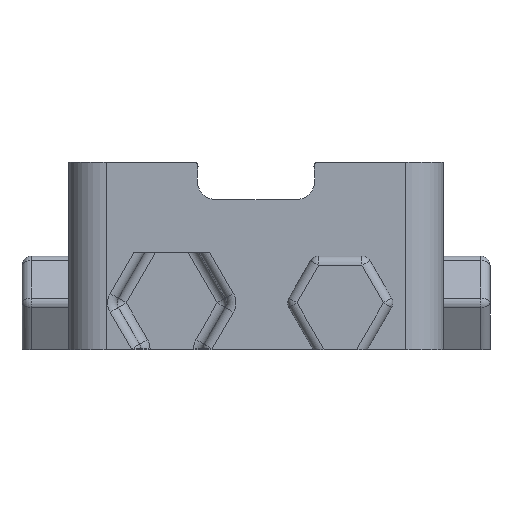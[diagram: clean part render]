
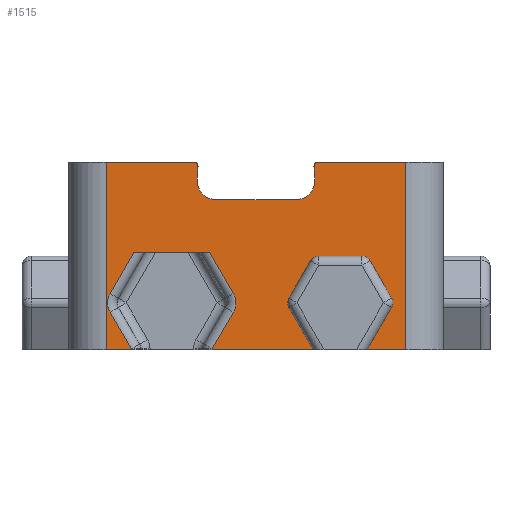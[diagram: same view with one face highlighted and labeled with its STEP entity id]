
A CAD part, left-side view. The second image highlights one B-rep face of the part: STEP entity #1515.
In plain terms, the highlighted planar face has unit normal (-1, 0, 0).
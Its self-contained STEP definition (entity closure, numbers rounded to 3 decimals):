
#1464 = VERTEX_POINT('',#1465);
#1465 = CARTESIAN_POINT('',(-20.,16.,20.));
#1472 = EDGE_CURVE('',#1473,#1464,#1475,.T.);
#1473 = VERTEX_POINT('',#1474);
#1474 = CARTESIAN_POINT('',(-20.,16.,0.));
#1475 = LINE('',#1476,#1477);
#1476 = CARTESIAN_POINT('',(-20.,16.,0.));
#1477 = VECTOR('',#1478,1.);
#1478 = DIRECTION('',(0.,0.,1.));
#1515 = ADVANCED_FACE('',(#1516),#1777,.T.);
#1516 = FACE_BOUND('',#1517,.T.);
#1517 = EDGE_LOOP('',(#1518,#1528,#1536,#1545,#1553,#1562,#1570,#1579,
    #1587,#1596,#1604,#1612,#1620,#1628,#1637,#1646,#1655,#1663,#1672,
    #1681,#1690,#1696,#1697,#1705,#1713,#1721,#1730,#1738,#1746,#1754,
    #1763,#1771));
#1518 = ORIENTED_EDGE('',*,*,#1519,.F.);
#1519 = EDGE_CURVE('',#1520,#1522,#1524,.T.);
#1520 = VERTEX_POINT('',#1521);
#1521 = CARTESIAN_POINT('',(-20.,-6.113,0.));
#1522 = VERTEX_POINT('',#1523);
#1523 = CARTESIAN_POINT('',(-20.,4.682,0.));
#1524 = LINE('',#1525,#1526);
#1525 = CARTESIAN_POINT('',(-20.,-16.,0.));
#1526 = VECTOR('',#1527,1.);
#1527 = DIRECTION('',(0.,1.,0.));
#1528 = ORIENTED_EDGE('',*,*,#1529,.F.);
#1529 = EDGE_CURVE('',#1530,#1520,#1532,.T.);
#1530 = VERTEX_POINT('',#1531);
#1531 = CARTESIAN_POINT('',(-20.,-3.515,4.5));
#1532 = LINE('',#1533,#1534);
#1533 = CARTESIAN_POINT('',(-20.,-3.226,5.));
#1534 = VECTOR('',#1535,1.);
#1535 = DIRECTION('',(0.,-0.5,-0.866));
#1536 = ORIENTED_EDGE('',*,*,#1537,.F.);
#1537 = EDGE_CURVE('',#1538,#1530,#1540,.T.);
#1538 = VERTEX_POINT('',#1539);
#1539 = CARTESIAN_POINT('',(-20.,-3.515,5.5));
#1540 = CIRCLE('',#1541,1.);
#1541 = AXIS2_PLACEMENT_3D('',#1542,#1543,#1544);
#1542 = CARTESIAN_POINT('',(-20.,-4.381,5.));
#1543 = DIRECTION('',(-1.,0.,0.));
#1544 = DIRECTION('',(0.,0.,1.));
#1545 = ORIENTED_EDGE('',*,*,#1546,.F.);
#1546 = EDGE_CURVE('',#1547,#1538,#1549,.T.);
#1547 = VERTEX_POINT('',#1548);
#1548 = CARTESIAN_POINT('',(-20.,-5.825,9.5));
#1549 = LINE('',#1550,#1551);
#1550 = CARTESIAN_POINT('',(-20.,-6.113,10.));
#1551 = VECTOR('',#1552,1.);
#1552 = DIRECTION('',(-0.,0.5,-0.866));
#1553 = ORIENTED_EDGE('',*,*,#1554,.F.);
#1554 = EDGE_CURVE('',#1555,#1547,#1557,.T.);
#1555 = VERTEX_POINT('',#1556);
#1556 = CARTESIAN_POINT('',(-20.,-6.691,10.));
#1557 = CIRCLE('',#1558,1.);
#1558 = AXIS2_PLACEMENT_3D('',#1559,#1560,#1561);
#1559 = CARTESIAN_POINT('',(-20.,-6.691,9.));
#1560 = DIRECTION('',(-1.,0.,0.));
#1561 = DIRECTION('',(0.,0.,1.));
#1562 = ORIENTED_EDGE('',*,*,#1563,.F.);
#1563 = EDGE_CURVE('',#1564,#1555,#1566,.T.);
#1564 = VERTEX_POINT('',#1565);
#1565 = CARTESIAN_POINT('',(-20.,-11.309,10.));
#1566 = LINE('',#1567,#1568);
#1567 = CARTESIAN_POINT('',(-20.,-11.887,10.));
#1568 = VECTOR('',#1569,1.);
#1569 = DIRECTION('',(0.,1.,0.));
#1570 = ORIENTED_EDGE('',*,*,#1571,.F.);
#1571 = EDGE_CURVE('',#1572,#1564,#1574,.T.);
#1572 = VERTEX_POINT('',#1573);
#1573 = CARTESIAN_POINT('',(-20.,-12.175,9.5));
#1574 = CIRCLE('',#1575,1.);
#1575 = AXIS2_PLACEMENT_3D('',#1576,#1577,#1578);
#1576 = CARTESIAN_POINT('',(-20.,-11.309,9.));
#1577 = DIRECTION('',(-1.,0.,0.));
#1578 = DIRECTION('',(0.,0.,1.));
#1579 = ORIENTED_EDGE('',*,*,#1580,.F.);
#1580 = EDGE_CURVE('',#1581,#1572,#1583,.T.);
#1581 = VERTEX_POINT('',#1582);
#1582 = CARTESIAN_POINT('',(-20.,-14.485,5.5));
#1583 = LINE('',#1584,#1585);
#1584 = CARTESIAN_POINT('',(-20.,-14.774,5.));
#1585 = VECTOR('',#1586,1.);
#1586 = DIRECTION('',(0.,0.5,0.866));
#1587 = ORIENTED_EDGE('',*,*,#1588,.F.);
#1588 = EDGE_CURVE('',#1589,#1581,#1591,.T.);
#1589 = VERTEX_POINT('',#1590);
#1590 = CARTESIAN_POINT('',(-20.,-14.485,4.5));
#1591 = CIRCLE('',#1592,1.);
#1592 = AXIS2_PLACEMENT_3D('',#1593,#1594,#1595);
#1593 = CARTESIAN_POINT('',(-20.,-13.619,5.));
#1594 = DIRECTION('',(-1.,0.,0.));
#1595 = DIRECTION('',(0.,0.,1.));
#1596 = ORIENTED_EDGE('',*,*,#1597,.F.);
#1597 = EDGE_CURVE('',#1598,#1589,#1600,.T.);
#1598 = VERTEX_POINT('',#1599);
#1599 = CARTESIAN_POINT('',(-20.,-11.887,0.));
#1600 = LINE('',#1601,#1602);
#1601 = CARTESIAN_POINT('',(-20.,-11.887,0.));
#1602 = VECTOR('',#1603,1.);
#1603 = DIRECTION('',(0.,-0.5,0.866));
#1604 = ORIENTED_EDGE('',*,*,#1605,.F.);
#1605 = EDGE_CURVE('',#1606,#1598,#1608,.T.);
#1606 = VERTEX_POINT('',#1607);
#1607 = CARTESIAN_POINT('',(-20.,-16.,0.));
#1608 = LINE('',#1609,#1610);
#1609 = CARTESIAN_POINT('',(-20.,-16.,0.));
#1610 = VECTOR('',#1611,1.);
#1611 = DIRECTION('',(0.,1.,0.));
#1612 = ORIENTED_EDGE('',*,*,#1613,.T.);
#1613 = EDGE_CURVE('',#1606,#1614,#1616,.T.);
#1614 = VERTEX_POINT('',#1615);
#1615 = CARTESIAN_POINT('',(-20.,-16.,20.));
#1616 = LINE('',#1617,#1618);
#1617 = CARTESIAN_POINT('',(-20.,-16.,0.));
#1618 = VECTOR('',#1619,1.);
#1619 = DIRECTION('',(0.,0.,1.));
#1620 = ORIENTED_EDGE('',*,*,#1621,.T.);
#1621 = EDGE_CURVE('',#1614,#1622,#1624,.T.);
#1622 = VERTEX_POINT('',#1623);
#1623 = CARTESIAN_POINT('',(-20.,-6.596,20.));
#1624 = LINE('',#1625,#1626);
#1625 = CARTESIAN_POINT('',(-20.,-16.,20.));
#1626 = VECTOR('',#1627,1.);
#1627 = DIRECTION('',(0.,1.,0.));
#1628 = ORIENTED_EDGE('',*,*,#1629,.T.);
#1629 = EDGE_CURVE('',#1622,#1630,#1632,.T.);
#1630 = VERTEX_POINT('',#1631);
#1631 = CARTESIAN_POINT('',(-20.,-6.2,19.545));
#1632 = CIRCLE('',#1633,0.4);
#1633 = AXIS2_PLACEMENT_3D('',#1634,#1635,#1636);
#1634 = CARTESIAN_POINT('',(-20.,-6.596,19.6));
#1635 = DIRECTION('',(-1.,0.,-0.));
#1636 = DIRECTION('',(0.,1.,0.));
#1637 = ORIENTED_EDGE('',*,*,#1638,.F.);
#1638 = EDGE_CURVE('',#1639,#1630,#1641,.T.);
#1639 = VERTEX_POINT('',#1640);
#1640 = CARTESIAN_POINT('',(-20.,-6.3,18.1));
#1641 = CIRCLE('',#1642,10.5);
#1642 = AXIS2_PLACEMENT_3D('',#1643,#1644,#1645);
#1643 = CARTESIAN_POINT('',(-20.,4.2,18.1));
#1644 = DIRECTION('',(-1.,0.,0.));
#1645 = DIRECTION('',(0.,1.,0.));
#1646 = ORIENTED_EDGE('',*,*,#1647,.F.);
#1647 = EDGE_CURVE('',#1648,#1639,#1650,.T.);
#1648 = VERTEX_POINT('',#1649);
#1649 = CARTESIAN_POINT('',(-20.,-4.2,16.));
#1650 = CIRCLE('',#1651,2.1);
#1651 = AXIS2_PLACEMENT_3D('',#1652,#1653,#1654);
#1652 = CARTESIAN_POINT('',(-20.,-4.2,18.1));
#1653 = DIRECTION('',(-1.,0.,0.));
#1654 = DIRECTION('',(0.,1.,0.));
#1655 = ORIENTED_EDGE('',*,*,#1656,.F.);
#1656 = EDGE_CURVE('',#1657,#1648,#1659,.T.);
#1657 = VERTEX_POINT('',#1658);
#1658 = CARTESIAN_POINT('',(-20.,4.2,16.));
#1659 = LINE('',#1660,#1661);
#1660 = CARTESIAN_POINT('',(-20.,4.2,16.));
#1661 = VECTOR('',#1662,1.);
#1662 = DIRECTION('',(0.,-1.,0.));
#1663 = ORIENTED_EDGE('',*,*,#1664,.T.);
#1664 = EDGE_CURVE('',#1657,#1665,#1667,.T.);
#1665 = VERTEX_POINT('',#1666);
#1666 = CARTESIAN_POINT('',(-20.,6.3,18.1));
#1667 = CIRCLE('',#1668,2.1);
#1668 = AXIS2_PLACEMENT_3D('',#1669,#1670,#1671);
#1669 = CARTESIAN_POINT('',(-20.,4.2,18.1));
#1670 = DIRECTION('',(1.,0.,0.));
#1671 = DIRECTION('',(0.,-1.,0.));
#1672 = ORIENTED_EDGE('',*,*,#1673,.T.);
#1673 = EDGE_CURVE('',#1665,#1674,#1676,.T.);
#1674 = VERTEX_POINT('',#1675);
#1675 = CARTESIAN_POINT('',(-20.,6.2,19.545));
#1676 = CIRCLE('',#1677,10.5);
#1677 = AXIS2_PLACEMENT_3D('',#1678,#1679,#1680);
#1678 = CARTESIAN_POINT('',(-20.,-4.2,18.1));
#1679 = DIRECTION('',(1.,0.,0.));
#1680 = DIRECTION('',(0.,-1.,0.));
#1681 = ORIENTED_EDGE('',*,*,#1682,.F.);
#1682 = EDGE_CURVE('',#1683,#1674,#1685,.T.);
#1683 = VERTEX_POINT('',#1684);
#1684 = CARTESIAN_POINT('',(-20.,6.596,20.));
#1685 = CIRCLE('',#1686,0.4);
#1686 = AXIS2_PLACEMENT_3D('',#1687,#1688,#1689);
#1687 = CARTESIAN_POINT('',(-20.,6.596,19.6));
#1688 = DIRECTION('',(1.,0.,0.));
#1689 = DIRECTION('',(0.,0.,-1.));
#1690 = ORIENTED_EDGE('',*,*,#1691,.T.);
#1691 = EDGE_CURVE('',#1683,#1464,#1692,.T.);
#1692 = LINE('',#1693,#1694);
#1693 = CARTESIAN_POINT('',(-20.,0.,20.));
#1694 = VECTOR('',#1695,1.);
#1695 = DIRECTION('',(0.,1.,0.));
#1696 = ORIENTED_EDGE('',*,*,#1472,.F.);
#1697 = ORIENTED_EDGE('',*,*,#1698,.F.);
#1698 = EDGE_CURVE('',#1699,#1473,#1701,.T.);
#1699 = VERTEX_POINT('',#1700);
#1700 = CARTESIAN_POINT('',(-20.,13.318,0.));
#1701 = LINE('',#1702,#1703);
#1702 = CARTESIAN_POINT('',(-20.,0.,0.));
#1703 = VECTOR('',#1704,1.);
#1704 = DIRECTION('',(0.,1.,0.));
#1705 = ORIENTED_EDGE('',*,*,#1706,.F.);
#1706 = EDGE_CURVE('',#1707,#1699,#1709,.T.);
#1707 = VERTEX_POINT('',#1708);
#1708 = CARTESIAN_POINT('',(-20.,13.318,0.078));
#1709 = LINE('',#1710,#1711);
#1710 = CARTESIAN_POINT('',(-20.,13.318,0.078));
#1711 = VECTOR('',#1712,1.);
#1712 = DIRECTION('',(0.,0.,-1.));
#1713 = ORIENTED_EDGE('',*,*,#1714,.F.);
#1714 = EDGE_CURVE('',#1715,#1707,#1717,.T.);
#1715 = VERTEX_POINT('',#1716);
#1716 = CARTESIAN_POINT('',(-20.,15.582,4.));
#1717 = LINE('',#1718,#1719);
#1718 = CARTESIAN_POINT('',(-20.,15.582,4.));
#1719 = VECTOR('',#1720,1.);
#1720 = DIRECTION('',(0.,-0.5,-0.866));
#1721 = ORIENTED_EDGE('',*,*,#1722,.F.);
#1722 = EDGE_CURVE('',#1723,#1715,#1725,.T.);
#1723 = VERTEX_POINT('',#1724);
#1724 = CARTESIAN_POINT('',(-20.,15.582,6.));
#1725 = CIRCLE('',#1726,2.);
#1726 = AXIS2_PLACEMENT_3D('',#1727,#1728,#1729);
#1727 = CARTESIAN_POINT('',(-20.,13.85,5.));
#1728 = DIRECTION('',(-1.,0.,0.));
#1729 = DIRECTION('',(0.,0.866,0.5));
#1730 = ORIENTED_EDGE('',*,*,#1731,.F.);
#1731 = EDGE_CURVE('',#1732,#1723,#1734,.T.);
#1732 = VERTEX_POINT('',#1733);
#1733 = CARTESIAN_POINT('',(-20.,13.041,10.4));
#1734 = LINE('',#1735,#1736);
#1735 = CARTESIAN_POINT('',(-20.,12.753,10.9));
#1736 = VECTOR('',#1737,1.);
#1737 = DIRECTION('',(0.,0.5,-0.866));
#1738 = ORIENTED_EDGE('',*,*,#1739,.T.);
#1739 = EDGE_CURVE('',#1732,#1740,#1742,.T.);
#1740 = VERTEX_POINT('',#1741);
#1741 = CARTESIAN_POINT('',(-20.,4.959,10.4));
#1742 = LINE('',#1743,#1744);
#1743 = CARTESIAN_POINT('',(-20.,7.239,10.4));
#1744 = VECTOR('',#1745,1.);
#1745 = DIRECTION('',(0.,-1.,0.));
#1746 = ORIENTED_EDGE('',*,*,#1747,.F.);
#1747 = EDGE_CURVE('',#1748,#1740,#1750,.T.);
#1748 = VERTEX_POINT('',#1749);
#1749 = CARTESIAN_POINT('',(-20.,2.418,6.));
#1750 = LINE('',#1751,#1752);
#1751 = CARTESIAN_POINT('',(-20.,2.418,6.));
#1752 = VECTOR('',#1753,1.);
#1753 = DIRECTION('',(0.,0.5,0.866));
#1754 = ORIENTED_EDGE('',*,*,#1755,.F.);
#1755 = EDGE_CURVE('',#1756,#1748,#1758,.T.);
#1756 = VERTEX_POINT('',#1757);
#1757 = CARTESIAN_POINT('',(-20.,2.418,4.));
#1758 = CIRCLE('',#1759,2.);
#1759 = AXIS2_PLACEMENT_3D('',#1760,#1761,#1762);
#1760 = CARTESIAN_POINT('',(-20.,4.15,5.));
#1761 = DIRECTION('',(-1.,0.,0.));
#1762 = DIRECTION('',(-0.,-0.866,-0.5));
#1763 = ORIENTED_EDGE('',*,*,#1764,.F.);
#1764 = EDGE_CURVE('',#1765,#1756,#1767,.T.);
#1765 = VERTEX_POINT('',#1766);
#1766 = CARTESIAN_POINT('',(-20.,4.682,0.078));
#1767 = LINE('',#1768,#1769);
#1768 = CARTESIAN_POINT('',(-20.,4.682,0.078));
#1769 = VECTOR('',#1770,1.);
#1770 = DIRECTION('',(0.,-0.5,0.866));
#1771 = ORIENTED_EDGE('',*,*,#1772,.F.);
#1772 = EDGE_CURVE('',#1522,#1765,#1773,.T.);
#1773 = LINE('',#1774,#1775);
#1774 = CARTESIAN_POINT('',(-20.,4.682,0.));
#1775 = VECTOR('',#1776,1.);
#1776 = DIRECTION('',(0.,0.,1.));
#1777 = PLANE('',#1778);
#1778 = AXIS2_PLACEMENT_3D('',#1779,#1780,#1781);
#1779 = CARTESIAN_POINT('',(-20.,0.02,9.497));
#1780 = DIRECTION('',(-1.,-0.,-0.));
#1781 = DIRECTION('',(0.,0.,-1.));
